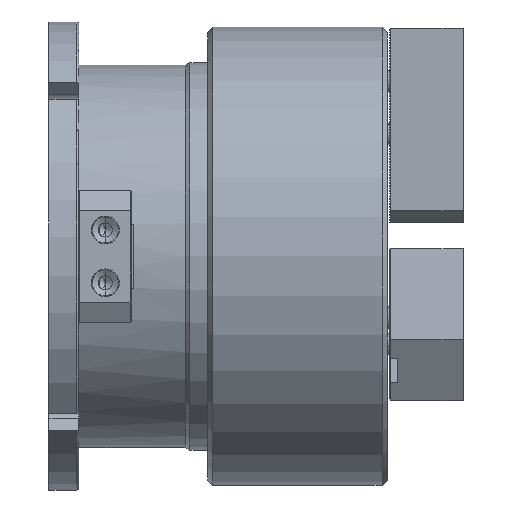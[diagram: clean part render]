
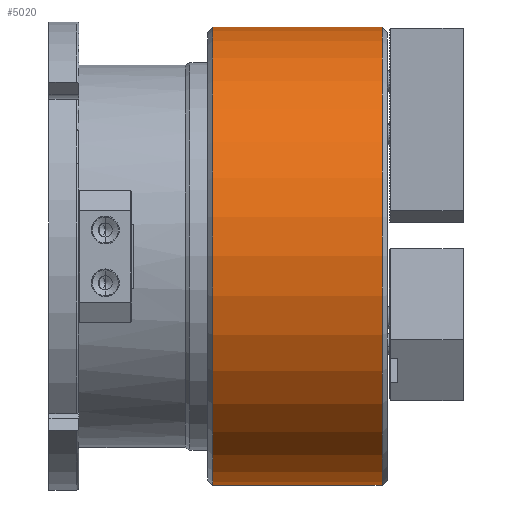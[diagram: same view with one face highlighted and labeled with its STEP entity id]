
A CAD part, front view. The second image highlights one B-rep face of the part: STEP entity #5020.
In plain terms, the highlighted cylindrical face has radius 130 mm (diameter 260 mm), a partial arc.
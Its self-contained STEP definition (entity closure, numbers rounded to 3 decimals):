
#105 = CARTESIAN_POINT ( 'NONE',  ( -99., 130., 0. ) ) ;
#1881 = ORIENTED_EDGE ( 'NONE', *, *, #10348, .T. ) ;
#2521 = ORIENTED_EDGE ( 'NONE', *, *, #8555, .F. ) ;
#4060 = CARTESIAN_POINT ( 'NONE',  ( -99., 0., 0. ) ) ;
#4911 = VERTEX_POINT ( 'NONE', #14145 ) ;
#5020 = ADVANCED_FACE ( 'NONE', ( #32134 ), #23759, .T. ) ;
#5129 = EDGE_CURVE ( 'NONE', #22883, #14227, #9648, .T. ) ;
#5811 = VERTEX_POINT ( 'NONE', #8412 ) ;
#5922 = VECTOR ( 'NONE', #8432, 1000. ) ;
#6090 = CARTESIAN_POINT ( 'NONE',  ( 0., -130., 0. ) ) ;
#6895 = DIRECTION ( 'NONE',  ( 0., 1., 0. ) ) ;
#8307 = CARTESIAN_POINT ( 'NONE',  ( 0., 130., 0. ) ) ;
#8412 = CARTESIAN_POINT ( 'NONE',  ( -3., 130., 0. ) ) ;
#8432 = DIRECTION ( 'NONE',  ( 1., 0., 0. ) ) ;
#8555 = EDGE_CURVE ( 'NONE', #22883, #5811, #35876, .T. ) ;
#8982 = CARTESIAN_POINT ( 'NONE',  ( 0., 0., 0. ) ) ;
#9648 = CIRCLE ( 'NONE', #32609, 130. ) ;
#10348 = EDGE_CURVE ( 'NONE', #14227, #4911, #30888, .T. ) ;
#10500 = EDGE_LOOP ( 'NONE', ( #15544, #1881, #18896, #2521 ) ) ;
#12066 = DIRECTION ( 'NONE',  ( 0., 1., 0. ) ) ;
#12891 = CARTESIAN_POINT ( 'NONE',  ( -3., 0., 0. ) ) ;
#14145 = CARTESIAN_POINT ( 'NONE',  ( -3., -130., 0. ) ) ;
#14227 = VERTEX_POINT ( 'NONE', #25547 ) ;
#15544 = ORIENTED_EDGE ( 'NONE', *, *, #5129, .T. ) ;
#15689 = DIRECTION ( 'NONE',  ( 0., 1., 0. ) ) ;
#18896 = ORIENTED_EDGE ( 'NONE', *, *, #35701, .F. ) ;
#20234 = DIRECTION ( 'NONE',  ( 1., 0., 0. ) ) ;
#21137 = AXIS2_PLACEMENT_3D ( 'NONE', #12891, #32605, #15689 ) ;
#22883 = VERTEX_POINT ( 'NONE', #105 ) ;
#23421 = VECTOR ( 'NONE', #20234, 1000. ) ;
#23759 = CYLINDRICAL_SURFACE ( 'NONE', #30681, 130. ) ;
#23771 = DIRECTION ( 'NONE',  ( 1., 0., 0. ) ) ;
#25547 = CARTESIAN_POINT ( 'NONE',  ( -99., -130., 0. ) ) ;
#26281 = CIRCLE ( 'NONE', #21137, 130. ) ;
#28941 = DIRECTION ( 'NONE',  ( 1., 0., 0. ) ) ;
#30681 = AXIS2_PLACEMENT_3D ( 'NONE', #8982, #28941, #12066 ) ;
#30888 = LINE ( 'NONE', #6090, #23421 ) ;
#32134 = FACE_OUTER_BOUND ( 'NONE', #10500, .T. ) ;
#32605 = DIRECTION ( 'NONE',  ( 1., 0., 0. ) ) ;
#32609 = AXIS2_PLACEMENT_3D ( 'NONE', #4060, #23771, #6895 ) ;
#35701 = EDGE_CURVE ( 'NONE', #5811, #4911, #26281, .T. ) ;
#35876 = LINE ( 'NONE', #8307, #5922 ) ;
